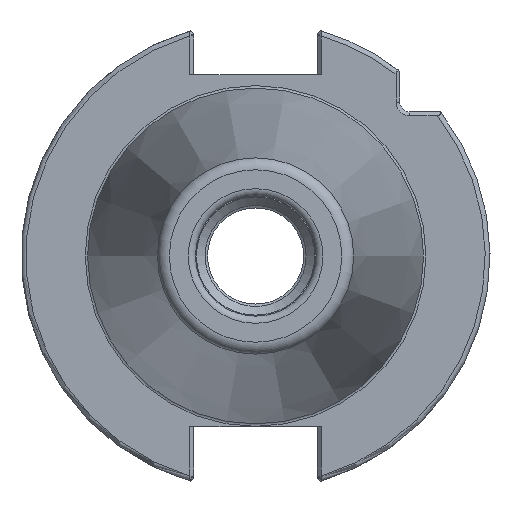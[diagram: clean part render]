
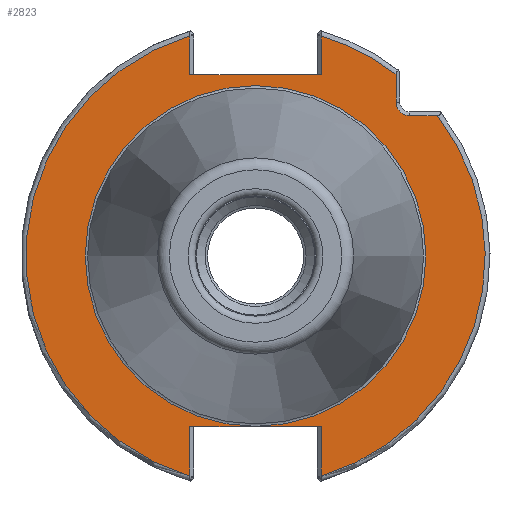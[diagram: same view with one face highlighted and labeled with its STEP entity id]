
A CAD part, left-side view. The second image highlights one B-rep face of the part: STEP entity #2823.
In plain terms, the highlighted planar face has unit normal (-1, 0, 0).
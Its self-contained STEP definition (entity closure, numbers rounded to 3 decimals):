
#79=FACE_BOUND('',#647,.T.);
#182=CIRCLE('',#3116,47.75);
#183=CIRCLE('',#3118,47.75);
#184=CIRCLE('',#3119,2.8);
#185=CIRCLE('',#3120,47.75);
#186=CIRCLE('',#3121,35.425);
#475=FACE_OUTER_BOUND('',#646,.T.);
#646=EDGE_LOOP('',(#2170,#2171,#2172,#2173,#2174,#2175,#2176,#2177,#2178,
#2179,#2180,#2181));
#647=EDGE_LOOP('',(#2182));
#794=LINE('',#4822,#968);
#816=LINE('',#5124,#990);
#818=LINE('',#5203,#992);
#819=LINE('',#5205,#993);
#820=LINE('',#5209,#994);
#821=LINE('',#5213,#995);
#822=LINE('',#5216,#996);
#823=LINE('',#5217,#997);
#968=VECTOR('',#3537,10.);
#990=VECTOR('',#3585,10.);
#992=VECTOR('',#3607,10.);
#993=VECTOR('',#3608,10.);
#994=VECTOR('',#3611,10.);
#995=VECTOR('',#3614,10.);
#996=VECTOR('',#3617,10.);
#997=VECTOR('',#3618,10.);
#1201=VERTEX_POINT('',#4820);
#1202=VERTEX_POINT('',#4821);
#1230=VERTEX_POINT('',#5117);
#1233=VERTEX_POINT('',#5122);
#1240=VERTEX_POINT('',#5181);
#1242=VERTEX_POINT('',#5202);
#1243=VERTEX_POINT('',#5204);
#1244=VERTEX_POINT('',#5206);
#1245=VERTEX_POINT('',#5208);
#1246=VERTEX_POINT('',#5210);
#1247=VERTEX_POINT('',#5212);
#1248=VERTEX_POINT('',#5214);
#1249=VERTEX_POINT('',#5218);
#1529=EDGE_CURVE('',#1201,#1202,#794,.T.);
#1571=EDGE_CURVE('',#1233,#1230,#816,.T.);
#1583=EDGE_CURVE('',#1230,#1240,#182,.T.);
#1586=EDGE_CURVE('',#1233,#1242,#818,.T.);
#1587=EDGE_CURVE('',#1243,#1242,#819,.T.);
#1588=EDGE_CURVE('',#1244,#1243,#183,.T.);
#1589=EDGE_CURVE('',#1245,#1244,#820,.T.);
#1590=EDGE_CURVE('',#1246,#1245,#184,.T.);
#1591=EDGE_CURVE('',#1247,#1246,#821,.T.);
#1592=EDGE_CURVE('',#1248,#1247,#185,.T.);
#1593=EDGE_CURVE('',#1201,#1248,#822,.T.);
#1594=EDGE_CURVE('',#1240,#1202,#823,.T.);
#1595=EDGE_CURVE('',#1249,#1249,#186,.T.);
#2170=ORIENTED_EDGE('',*,*,#1571,.F.);
#2171=ORIENTED_EDGE('',*,*,#1586,.T.);
#2172=ORIENTED_EDGE('',*,*,#1587,.F.);
#2173=ORIENTED_EDGE('',*,*,#1588,.F.);
#2174=ORIENTED_EDGE('',*,*,#1589,.F.);
#2175=ORIENTED_EDGE('',*,*,#1590,.F.);
#2176=ORIENTED_EDGE('',*,*,#1591,.F.);
#2177=ORIENTED_EDGE('',*,*,#1592,.F.);
#2178=ORIENTED_EDGE('',*,*,#1593,.F.);
#2179=ORIENTED_EDGE('',*,*,#1529,.T.);
#2180=ORIENTED_EDGE('',*,*,#1594,.F.);
#2181=ORIENTED_EDGE('',*,*,#1583,.F.);
#2182=ORIENTED_EDGE('',*,*,#1595,.T.);
#2714=PLANE('',#3117);
#2823=ADVANCED_FACE('',(#475,#79),#2714,.T.);
#3116=AXIS2_PLACEMENT_3D('',#5182,#3603,#3604);
#3117=AXIS2_PLACEMENT_3D('',#5201,#3605,#3606);
#3118=AXIS2_PLACEMENT_3D('',#5207,#3609,#3610);
#3119=AXIS2_PLACEMENT_3D('',#5211,#3612,#3613);
#3120=AXIS2_PLACEMENT_3D('',#5215,#3615,#3616);
#3121=AXIS2_PLACEMENT_3D('',#5219,#3619,#3620);
#3537=DIRECTION('',(0.,1.,0.));
#3585=DIRECTION('',(0.,0.,-1.));
#3603=DIRECTION('center_axis',(1.,0.,0.));
#3604=DIRECTION('ref_axis',(0.,0.,-1.));
#3605=DIRECTION('center_axis',(-1.,0.,0.));
#3606=DIRECTION('ref_axis',(0.,0.,1.));
#3607=DIRECTION('',(0.,-1.,0.));
#3608=DIRECTION('',(0.,0.,1.));
#3609=DIRECTION('center_axis',(1.,0.,0.));
#3610=DIRECTION('ref_axis',(0.,0.,-1.));
#3611=DIRECTION('',(0.,-1.,0.));
#3612=DIRECTION('center_axis',(-1.,0.,0.));
#3613=DIRECTION('ref_axis',(0.,1.,0.));
#3614=DIRECTION('',(0.,0.,-1.));
#3615=DIRECTION('center_axis',(1.,0.,0.));
#3616=DIRECTION('ref_axis',(0.,0.,-1.));
#3617=DIRECTION('',(0.,0.,1.));
#3618=DIRECTION('',(0.,0.,-1.));
#3619=DIRECTION('center_axis',(1.,0.,0.));
#3620=DIRECTION('ref_axis',(0.,0.,-1.));
#4820=CARTESIAN_POINT('',(3.2,-13.65,37.7));
#4821=CARTESIAN_POINT('',(3.2,13.65,37.7));
#4822=CARTESIAN_POINT('',(3.2,30.3,37.7));
#5117=CARTESIAN_POINT('',(3.2,13.65,-45.757));
#5122=CARTESIAN_POINT('',(3.2,13.65,-35.5));
#5124=CARTESIAN_POINT('',(3.2,13.65,-17.75));
#5181=CARTESIAN_POINT('',(3.2,13.65,45.757));
#5182=CARTESIAN_POINT('Origin',(3.2,0.,0.));
#5201=CARTESIAN_POINT('Origin',(3.2,47.75,0.));
#5202=CARTESIAN_POINT('',(3.2,-13.65,-35.5));
#5203=CARTESIAN_POINT('',(3.2,17.45,-35.5));
#5204=CARTESIAN_POINT('',(3.2,-13.65,-45.757));
#5205=CARTESIAN_POINT('',(3.2,-13.65,-27.75));
#5206=CARTESIAN_POINT('',(3.2,-37.781,29.2));
#5207=CARTESIAN_POINT('Origin',(3.2,0.,0.));
#5208=CARTESIAN_POINT('',(3.2,-32.,29.2));
#5209=CARTESIAN_POINT('',(3.2,7.875,29.2));
#5210=CARTESIAN_POINT('',(3.2,-29.2,32.));
#5211=CARTESIAN_POINT('Origin',(3.2,-32.,32.));
#5212=CARTESIAN_POINT('',(3.2,-29.2,37.781));
#5213=CARTESIAN_POINT('',(3.2,-29.2,20.));
#5214=CARTESIAN_POINT('',(3.2,-13.65,45.757));
#5215=CARTESIAN_POINT('Origin',(3.2,0.,0.));
#5216=CARTESIAN_POINT('',(3.2,-13.65,18.85));
#5217=CARTESIAN_POINT('',(3.2,13.65,28.85));
#5218=CARTESIAN_POINT('',(3.2,0.,35.425));
#5219=CARTESIAN_POINT('Origin',(3.2,0.,0.));
